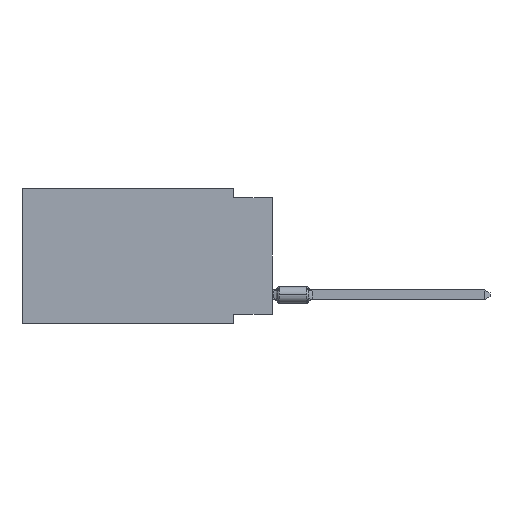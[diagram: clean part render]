
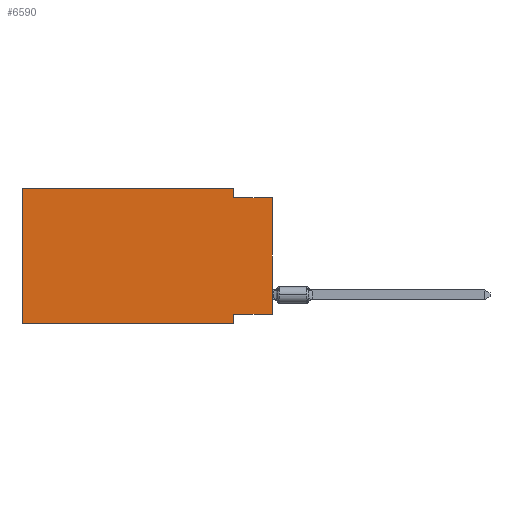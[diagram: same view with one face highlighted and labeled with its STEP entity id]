
A CAD part, left-side view. The second image highlights one B-rep face of the part: STEP entity #6590.
In plain terms, the highlighted planar face has unit normal (-1, 0, 0).
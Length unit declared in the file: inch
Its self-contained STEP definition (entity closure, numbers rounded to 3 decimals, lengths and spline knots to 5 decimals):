
#234 = CARTESIAN_POINT ( 'NONE',  ( 0., 0.1, -0.325 ) ) ;
#399 = CARTESIAN_POINT ( 'NONE',  ( 0., 0.645, 0. ) ) ;
#774 = VERTEX_POINT ( 'NONE', #2255 ) ;
#876 = VECTOR ( 'NONE', #7627, 39.37008 ) ;
#1160 = ORIENTED_EDGE ( 'NONE', *, *, #3208, .F. ) ;
#1227 = EDGE_CURVE ( 'NONE', #774, #11928, #13073, .T. ) ;
#1336 = CARTESIAN_POINT ( 'NONE',  ( 0., 0., -0.025 ) ) ;
#2156 = DIRECTION ( 'NONE',  ( 1., 0., 0. ) ) ;
#2255 = CARTESIAN_POINT ( 'NONE',  ( 0., 0., -0.325 ) ) ;
#2278 = LINE ( 'NONE', #8336, #9443 ) ;
#3042 = EDGE_CURVE ( 'NONE', #8363, #12782, #9438, .T. ) ;
#3095 = VERTEX_POINT ( 'NONE', #15226 ) ;
#3208 = EDGE_CURVE ( 'NONE', #4722, #8363, #12628, .T. ) ;
#3459 = VECTOR ( 'NONE', #4017, 39.37008 ) ;
#3918 = EDGE_LOOP ( 'NONE', ( #4122, #11113, #16747, #1160, #4642, #8356, #15726, #4516 ) ) ;
#4017 = DIRECTION ( 'NONE',  ( 0., 1., 0. ) ) ;
#4122 = ORIENTED_EDGE ( 'NONE', *, *, #16639, .T. ) ;
#4422 = EDGE_CURVE ( 'NONE', #11928, #15289, #6526, .T. ) ;
#4516 = ORIENTED_EDGE ( 'NONE', *, *, #1227, .F. ) ;
#4642 = ORIENTED_EDGE ( 'NONE', *, *, #5596, .F. ) ;
#4658 = DIRECTION ( 'NONE',  ( 0., -1., 0. ) ) ;
#4722 = VERTEX_POINT ( 'NONE', #17985 ) ;
#4805 = DIRECTION ( 'NONE',  ( 0., 0., 1. ) ) ;
#4974 = DIRECTION ( 'NONE',  ( 0., -1., 0. ) ) ;
#5596 = EDGE_CURVE ( 'NONE', #14596, #4722, #16268, .T. ) ;
#5911 = DIRECTION ( 'NONE',  ( 0., 0., 1. ) ) ;
#6078 = CARTESIAN_POINT ( 'NONE',  ( 0., 0.1, -0.35 ) ) ;
#6526 = LINE ( 'NONE', #17182, #876 ) ;
#6590 = ADVANCED_FACE ( 'NONE', ( #12703 ), #9702, .F. ) ;
#7627 = DIRECTION ( 'NONE',  ( 0., 0., -1. ) ) ;
#8336 = CARTESIAN_POINT ( 'NONE',  ( 0., 0., 0. ) ) ;
#8356 = ORIENTED_EDGE ( 'NONE', *, *, #12919, .T. ) ;
#8363 = VERTEX_POINT ( 'NONE', #15533 ) ;
#8589 = VECTOR ( 'NONE', #4974, 39.37008 ) ;
#8961 = CARTESIAN_POINT ( 'NONE',  ( 0., 0., -0.325 ) ) ;
#9306 = DIRECTION ( 'NONE',  ( 0., 0., -1. ) ) ;
#9324 = AXIS2_PLACEMENT_3D ( 'NONE', #15774, #2156, #9306 ) ;
#9438 = LINE ( 'NONE', #18190, #17803 ) ;
#9443 = VECTOR ( 'NONE', #4805, 39.37008 ) ;
#9663 = CARTESIAN_POINT ( 'NONE',  ( 0., 0.1, -0.025 ) ) ;
#9702 = PLANE ( 'NONE',  #9324 ) ;
#11043 = VECTOR ( 'NONE', #5911, 39.37008 ) ;
#11113 = ORIENTED_EDGE ( 'NONE', *, *, #13736, .F. ) ;
#11928 = VERTEX_POINT ( 'NONE', #234 ) ;
#11963 = LINE ( 'NONE', #1336, #19246 ) ;
#12169 = CARTESIAN_POINT ( 'NONE',  ( 0., 0.645, 0. ) ) ;
#12579 = VECTOR ( 'NONE', #4658, 39.37008 ) ;
#12628 = LINE ( 'NONE', #399, #8589 ) ;
#12703 = FACE_OUTER_BOUND ( 'NONE', #3918, .T. ) ;
#12782 = VERTEX_POINT ( 'NONE', #9663 ) ;
#12919 = EDGE_CURVE ( 'NONE', #14596, #15289, #13244, .T. ) ;
#13073 = LINE ( 'NONE', #8961, #3459 ) ;
#13244 = LINE ( 'NONE', #14732, #12579 ) ;
#13459 = DIRECTION ( 'NONE',  ( 0., -1., 0. ) ) ;
#13736 = EDGE_CURVE ( 'NONE', #12782, #3095, #11963, .T. ) ;
#14596 = VERTEX_POINT ( 'NONE', #16694 ) ;
#14732 = CARTESIAN_POINT ( 'NONE',  ( 0., 0.645, -0.35 ) ) ;
#15226 = CARTESIAN_POINT ( 'NONE',  ( 0., 0., -0.025 ) ) ;
#15289 = VERTEX_POINT ( 'NONE', #6078 ) ;
#15519 = DIRECTION ( 'NONE',  ( 0., 0., -1. ) ) ;
#15533 = CARTESIAN_POINT ( 'NONE',  ( 0., 0.1, 0. ) ) ;
#15726 = ORIENTED_EDGE ( 'NONE', *, *, #4422, .F. ) ;
#15774 = CARTESIAN_POINT ( 'NONE',  ( 0., 0.645, 0. ) ) ;
#16268 = LINE ( 'NONE', #12169, #11043 ) ;
#16639 = EDGE_CURVE ( 'NONE', #774, #3095, #2278, .T. ) ;
#16694 = CARTESIAN_POINT ( 'NONE',  ( 0., 0.645, -0.35 ) ) ;
#16747 = ORIENTED_EDGE ( 'NONE', *, *, #3042, .F. ) ;
#17182 = CARTESIAN_POINT ( 'NONE',  ( 0., 0.1, -0.35 ) ) ;
#17803 = VECTOR ( 'NONE', #15519, 39.37008 ) ;
#17985 = CARTESIAN_POINT ( 'NONE',  ( 0., 0.645, 0. ) ) ;
#18190 = CARTESIAN_POINT ( 'NONE',  ( 0., 0.1, 0. ) ) ;
#19246 = VECTOR ( 'NONE', #13459, 39.37008 ) ;
